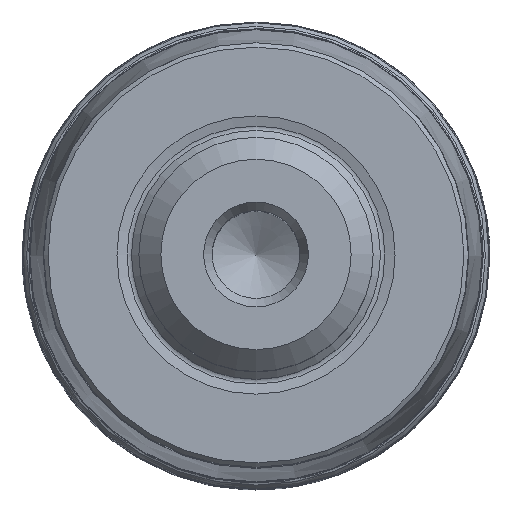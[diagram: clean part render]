
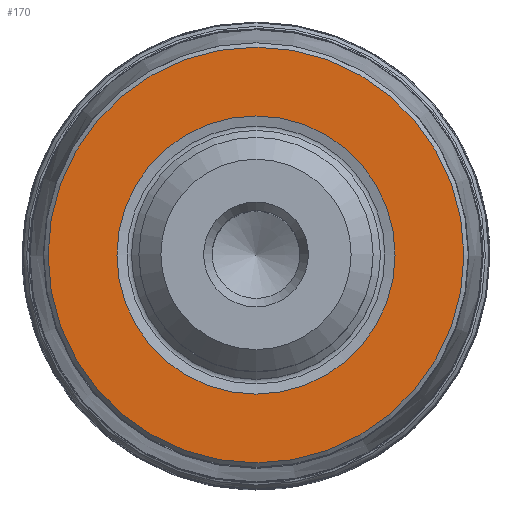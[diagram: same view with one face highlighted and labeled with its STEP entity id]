
A CAD part, top view. The second image highlights one B-rep face of the part: STEP entity #170.
In plain terms, the highlighted planar face has unit normal (0, 0, 1).
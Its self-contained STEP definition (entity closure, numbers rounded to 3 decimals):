
#67=PLANE('',#990);
#170=ADVANCED_FACE('',(#399,#400),#67,.F.);
#399=FACE_BOUND('',#519,.T.);
#400=FACE_BOUND('',#520,.T.);
#519=EDGE_LOOP('',(#647));
#520=EDGE_LOOP('',(#648));
#647=ORIENTED_EDGE('',*,*,#844,.F.);
#648=ORIENTED_EDGE('',*,*,#843,.T.);
#767=VERTEX_POINT('',#1730);
#768=VERTEX_POINT('',#1733);
#843=EDGE_CURVE('',#767,#767,#921,.T.);
#844=EDGE_CURVE('',#768,#768,#922,.T.);
#921=CIRCLE('',#987,9.499);
#922=CIRCLE('',#989,14.2);
#987=AXIS2_PLACEMENT_3D('',#1729,#1163,#1164);
#989=AXIS2_PLACEMENT_3D('',#1732,#1167,#1168);
#990=AXIS2_PLACEMENT_3D('',#1734,#1169,#1170);
#1163=DIRECTION('',(0.,0.,-1.));
#1164=DIRECTION('',(-1.,0.,0.));
#1167=DIRECTION('',(0.,0.,-1.));
#1168=DIRECTION('',(-1.,0.,0.));
#1169=DIRECTION('',(0.,0.,-1.));
#1170=DIRECTION('',(-1.,0.,0.));
#1729=CARTESIAN_POINT('',(0.,0.,0.));
#1730=CARTESIAN_POINT('',(-9.499,0.,0.));
#1732=CARTESIAN_POINT('',(0.,0.,0.));
#1733=CARTESIAN_POINT('',(-14.2,0.,0.));
#1734=CARTESIAN_POINT('',(9.499,0.,0.));
